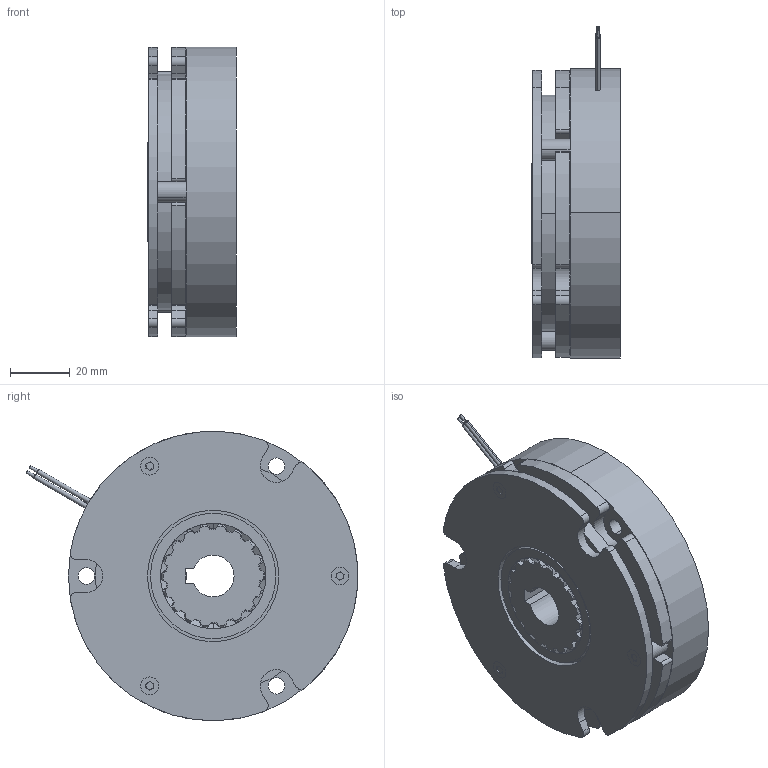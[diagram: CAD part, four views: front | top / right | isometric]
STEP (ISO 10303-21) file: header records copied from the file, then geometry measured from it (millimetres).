
FILE_DESCRIPTION (( 'STEP AP203' ), '1' );
FILE_NAME ('382_TSEB_WebAssy.STEP', '2020-07-15T14:46:28', ( '' ), ( '' ), 'SwSTEP 2.0', 'SolidWorks 2020', '' );
FILE_SCHEMA (( 'CONFIG_CONTROL_DESIGN' ));
Length unit declared in the file: inch
Products named in the file (1): 382_TSEB_WebAssy
Bounding box: 29.6 x 111.17 x 97 mm (x, y, z)
Volume: 188862.5 mm3; surface area: 65296.5 mm2
Topology: 15 solids, 15 shells, 454 faces, 1192 edges, 775 vertices
Faces by surface type: cylinder 259, plane 101, cone 88, bspline 6
Entity records: 15516 total; most frequent: CARTESIAN_POINT 4120, DIRECTION 2425, ORIENTED_EDGE 2384, EDGE_CURVE 1192, AXIS2_PLACEMENT_3D 988, VERTEX_POINT 775, CIRCLE 539, EDGE_LOOP 497
